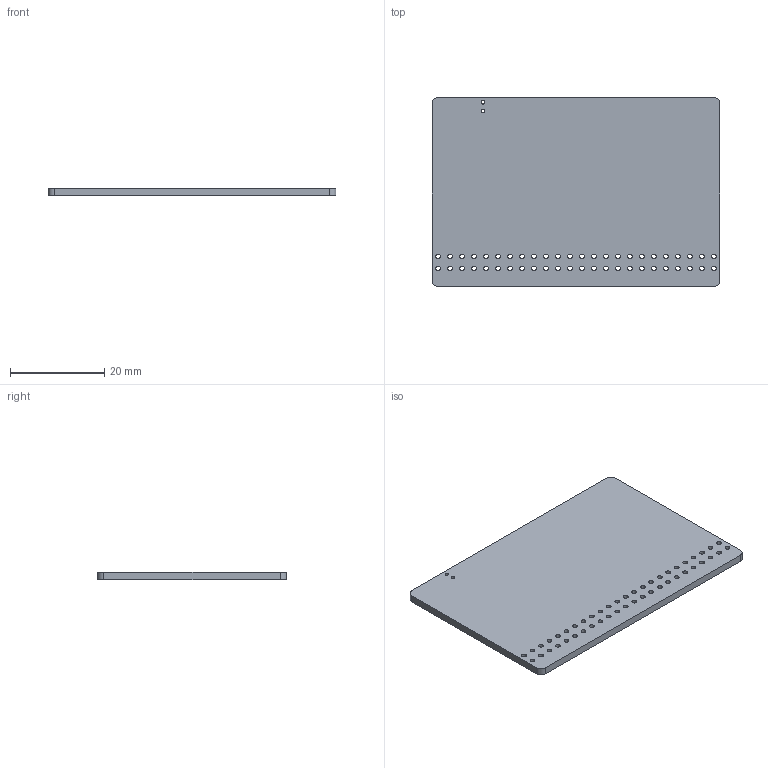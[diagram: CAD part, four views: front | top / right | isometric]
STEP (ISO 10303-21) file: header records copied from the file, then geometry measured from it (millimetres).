
FILE_DESCRIPTION(('KiCad electronic assembly'),'2;1');
FILE_NAME('MD-5.step','2022-01-10T15:33:38',('Pcbnew'),('Kicad'), 'Open CASCADE STEP processor 7.5','KiCad to STEP converter','Unknown' );
FILE_SCHEMA(('AUTOMOTIVE_DESIGN { 1 0 10303 214 1 1 1 1 }'));
Length unit declared in the file: millimetre
Products named in the file (2): MD-5 1; MD-5 PCB
Assembly tree (1 placements, depth 2):
  MD-5 1
    MD-5 PCB
Bounding box: 60.96 x 40.01 x 1.6 mm (x, y, z)
Volume: 3838 mm3; surface area: 5365.9 mm2
Topology: 1 solids, 1 shells, 60 faces, 174 edges, 116 vertices
Faces by surface type: cylinder 54, plane 6
Full cylindrical faces by diameter (mm): 0.75 x2, 1 x48
Entity records: 4879 total; most frequent: CARTESIAN_POINT 1348, DIRECTION 646, ORIENTED_EDGE 348, PCURVE 348, DEFINITIONAL_REPRESENTATION 348, LINE 306, VECTOR 306, EDGE_CURVE 174
